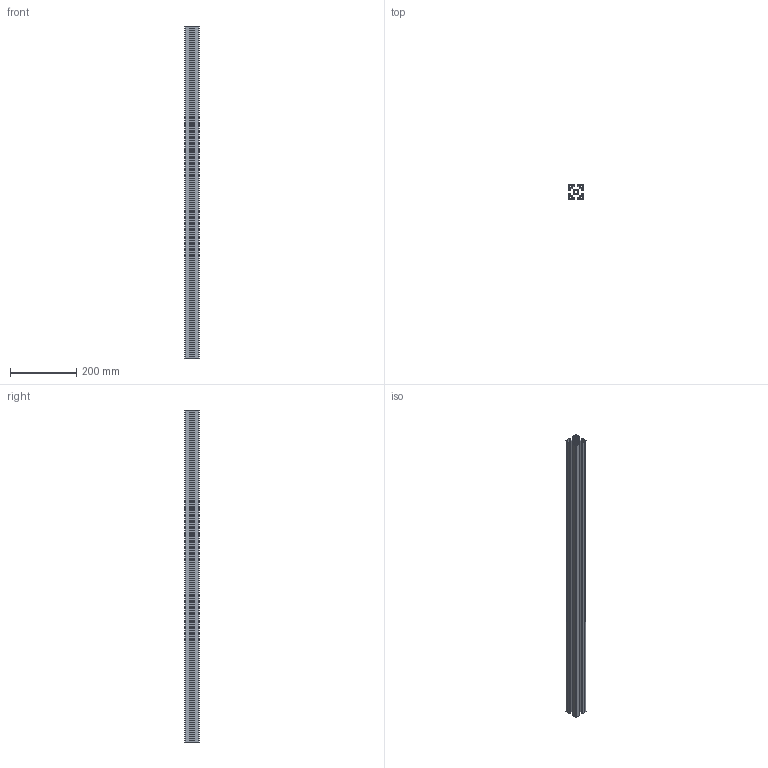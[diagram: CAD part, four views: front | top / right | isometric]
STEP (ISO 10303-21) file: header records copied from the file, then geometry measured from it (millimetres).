
FILE_DESCRIPTION (( 'STEP AP203' ), '1' );
FILE_NAME ('45X45 LÝGHT.STEP', '2016-05-03T13:46:06', ( '' ), ( '' ), 'SwSTEP 2.0', 'SolidWorks 2016', '' );
FILE_SCHEMA (( 'CONFIG_CONTROL_DESIGN' ));
Length unit declared in the file: millimetre
Products named in the file (1): 45X45 LÝGHT
Bounding box: 45 x 45 x 1000 mm (x, y, z)
Volume: 562065.7 mm3; surface area: 652222.2 mm2
Topology: 1 solids, 1 shells, 385 faces, 1149 edges, 766 vertices
Faces by surface type: cylinder 215, plane 170
Entity records: 13190 total; most frequent: DIRECTION 2351, CARTESIAN_POINT 2301, ORIENTED_EDGE 2298, EDGE_CURVE 1149, AXIS2_PLACEMENT_3D 816, VERTEX_POINT 766, LINE 719, VECTOR 719
